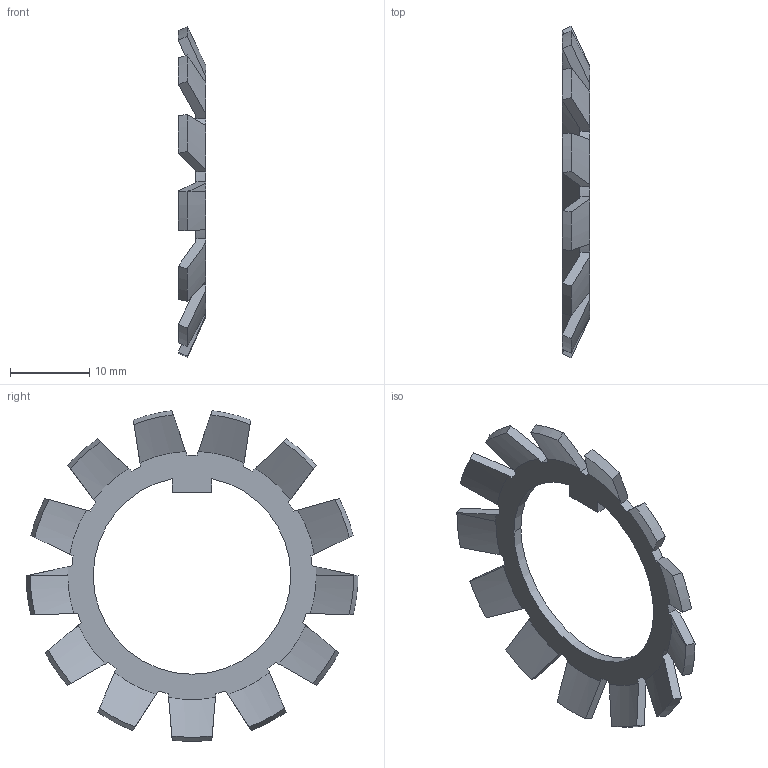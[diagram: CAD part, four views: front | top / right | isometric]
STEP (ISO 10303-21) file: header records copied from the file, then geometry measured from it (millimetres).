
FILE_DESCRIPTION(('STEP AP214'),'1');
FILE_NAME('inafag_mb5_7897c8owq2g6xw7j4x3ro3zbw.stp','2017-10-05T15:21:43',('TraceParts'),('TraceParts S.A.'),'Spatial InterOp 3D',' ',' ');
FILE_SCHEMA(('automotive_design'));
Length unit declared in the file: millimetre
Products named in the file (1): inafag_mb5_7897c8owq2g6xw7j4x3ro3zbw
Bounding box: 3.46 x 42 x 41.83 mm (x, y, z)
Volume: 852.3 mm3; surface area: 1770.2 mm2
Topology: 1 solids, 1 shells, 92 faces, 268 edges, 178 vertices
Faces by surface type: cone 45, plane 31, cylinder 16
Entity records: 5377 total; most frequent: CARTESIAN_POINT 949, ORIENTED_EDGE 536, DIRECTION 462, STYLED_ITEM 353, PRESENTATION_STYLE_ASSIGNMENT 353, COLOUR_RGB 353, EDGE_CURVE 268, CURVE_STYLE 260
